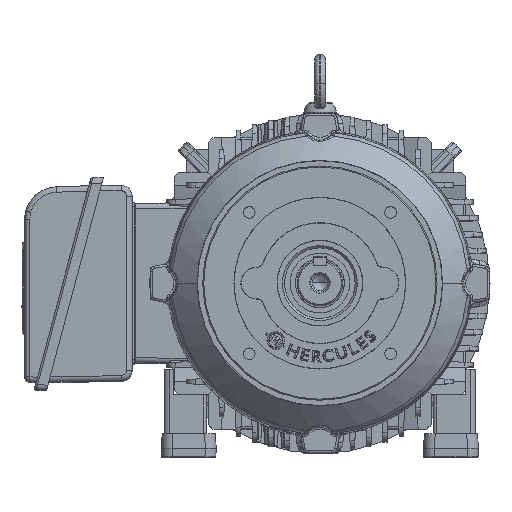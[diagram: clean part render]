
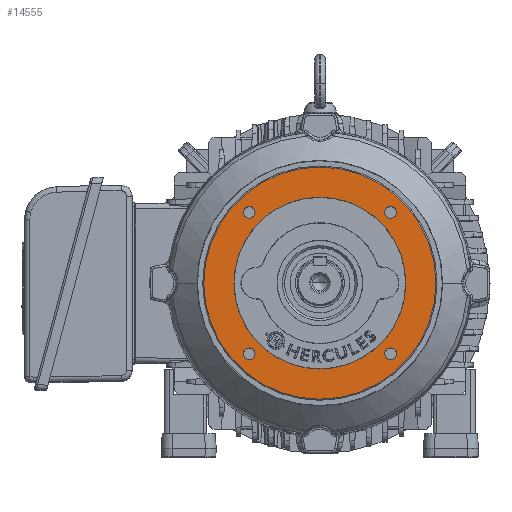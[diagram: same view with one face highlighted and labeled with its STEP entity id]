
A CAD part, top view. The second image highlights one B-rep face of the part: STEP entity #14555.
In plain terms, the highlighted face is planar.
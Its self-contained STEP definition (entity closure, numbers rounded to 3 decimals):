
#505 = AXIS2_PLACEMENT_3D ( 'NONE', #66180, #75328, #34730 ) ;
#3947 = VERTEX_POINT ( 'NONE', #82376 ) ;
#3958 = CARTESIAN_POINT ( 'NONE',  ( -11., 65.125, -59.766 ) ) ;
#4363 = FACE_OUTER_BOUND ( 'NONE', #25210, .T. ) ;
#5010 = CIRCLE ( 'NONE', #105395, 106.95 ) ;
#8423 = DIRECTION ( 'NONE',  ( 0., 0., 1. ) ) ;
#11149 = CARTESIAN_POINT ( 'NONE',  ( -11., 0., -79.172 ) ) ;
#12371 = DIRECTION ( 'NONE',  ( -1., 0., 0. ) ) ;
#12725 = DIRECTION ( 'NONE',  ( -1., 0., 0. ) ) ;
#12871 = CARTESIAN_POINT ( 'NONE',  ( -11., -65.125, -65.125 ) ) ;
#13016 = CARTESIAN_POINT ( 'NONE',  ( -11., 65.125, 65.125 ) ) ;
#14074 = AXIS2_PLACEMENT_3D ( 'NONE', #46993, #14952, #57482 ) ;
#14555 = ADVANCED_FACE ( 'NONE', ( #4363, #123526, #24633, #84229, #125463, #113709 ), #73744, .T. ) ;
#14887 = ORIENTED_EDGE ( 'NONE', *, *, #82915, .F. ) ;
#14952 = DIRECTION ( 'NONE',  ( -1., 0., 0. ) ) ;
#15417 = AXIS2_PLACEMENT_3D ( 'NONE', #125724, #84486, #113968 ) ;
#16302 = VERTEX_POINT ( 'NONE', #105432 ) ;
#17608 = DIRECTION ( 'NONE',  ( -1., 0., 0. ) ) ;
#19278 = CIRCLE ( 'NONE', #119683, 106.95 ) ;
#19285 = VERTEX_POINT ( 'NONE', #59357 ) ;
#21488 = EDGE_LOOP ( 'NONE', ( #14887, #28933 ) ) ;
#22021 = VERTEX_POINT ( 'NONE', #102433 ) ;
#22330 = CIRCLE ( 'NONE', #106023, 5.358 ) ;
#24633 = FACE_BOUND ( 'NONE', #120425, .T. ) ;
#25210 = EDGE_LOOP ( 'NONE', ( #81582, #32582 ) ) ;
#25535 = CIRCLE ( 'NONE', #505, 79.172 ) ;
#26297 = AXIS2_PLACEMENT_3D ( 'NONE', #93448, #33793, #54781 ) ;
#26411 = DIRECTION ( 'NONE',  ( -1., 0., 0. ) ) ;
#28933 = ORIENTED_EDGE ( 'NONE', *, *, #113205, .F. ) ;
#29498 = CARTESIAN_POINT ( 'NONE',  ( -11., 65.125, -65.125 ) ) ;
#29716 = VERTEX_POINT ( 'NONE', #3958 ) ;
#30489 = ORIENTED_EDGE ( 'NONE', *, *, #60151, .F. ) ;
#31315 = EDGE_CURVE ( 'NONE', #3947, #40690, #126968, .T. ) ;
#31567 = DIRECTION ( 'NONE',  ( 0., 0., 1. ) ) ;
#32582 = ORIENTED_EDGE ( 'NONE', *, *, #43280, .T. ) ;
#32618 = DIRECTION ( 'NONE',  ( 0., 0., 1. ) ) ;
#33793 = DIRECTION ( 'NONE',  ( -1., 0., 0. ) ) ;
#34730 = DIRECTION ( 'NONE',  ( 0., 0., -1. ) ) ;
#34941 = CIRCLE ( 'NONE', #39156, 5.358 ) ;
#37782 = CARTESIAN_POINT ( 'NONE',  ( -11., -65.125, 70.483 ) ) ;
#38470 = AXIS2_PLACEMENT_3D ( 'NONE', #13016, #12371, #32618 ) ;
#39156 = AXIS2_PLACEMENT_3D ( 'NONE', #12871, #43602, #82917 ) ;
#39427 = DIRECTION ( 'NONE',  ( -1., 0., 0. ) ) ;
#39488 = CARTESIAN_POINT ( 'NONE',  ( -11., 65.125, -70.483 ) ) ;
#40690 = VERTEX_POINT ( 'NONE', #114581 ) ;
#40782 = DIRECTION ( 'NONE',  ( 0., 0., 1. ) ) ;
#40893 = EDGE_CURVE ( 'NONE', #108340, #16302, #19278, .T. ) ;
#42972 = EDGE_CURVE ( 'NONE', #19285, #22021, #80236, .T. ) ;
#43280 = EDGE_CURVE ( 'NONE', #16302, #108340, #5010, .T. ) ;
#43602 = DIRECTION ( 'NONE',  ( -1., 0., 0. ) ) ;
#44763 = CARTESIAN_POINT ( 'NONE',  ( -11., 0., 0. ) ) ;
#46993 = CARTESIAN_POINT ( 'NONE',  ( -11., -65.125, -65.125 ) ) ;
#48963 = CIRCLE ( 'NONE', #38470, 5.358 ) ;
#53395 = VERTEX_POINT ( 'NONE', #37782 ) ;
#54590 = CARTESIAN_POINT ( 'NONE',  ( -11., -65.125, 59.766 ) ) ;
#54781 = DIRECTION ( 'NONE',  ( 0., 0., 1. ) ) ;
#56630 = ORIENTED_EDGE ( 'NONE', *, *, #61017, .F. ) ;
#57482 = DIRECTION ( 'NONE',  ( 0., 0., 1. ) ) ;
#59357 = CARTESIAN_POINT ( 'NONE',  ( -11., 65.125, 59.766 ) ) ;
#59816 = CARTESIAN_POINT ( 'NONE',  ( -11., 65.125, -65.125 ) ) ;
#60151 = EDGE_CURVE ( 'NONE', #70481, #29716, #22330, .T. ) ;
#60407 = CARTESIAN_POINT ( 'NONE',  ( -11., 0., 0. ) ) ;
#61017 = EDGE_CURVE ( 'NONE', #40690, #3947, #34941, .T. ) ;
#62092 = ORIENTED_EDGE ( 'NONE', *, *, #42972, .F. ) ;
#63600 = ORIENTED_EDGE ( 'NONE', *, *, #119977, .F. ) ;
#66180 = CARTESIAN_POINT ( 'NONE',  ( -11., 0., 0. ) ) ;
#68129 = ORIENTED_EDGE ( 'NONE', *, *, #83156, .F. ) ;
#68935 = DIRECTION ( 'NONE',  ( -1., 0., 0. ) ) ;
#70481 = VERTEX_POINT ( 'NONE', #39488 ) ;
#73134 = CIRCLE ( 'NONE', #89932, 5.358 ) ;
#73744 = PLANE ( 'NONE',  #26297 ) ;
#74274 = EDGE_LOOP ( 'NONE', ( #95251, #30489 ) ) ;
#75328 = DIRECTION ( 'NONE',  ( -1., 0., 0. ) ) ;
#76484 = CARTESIAN_POINT ( 'NONE',  ( -11., 0., 79.172 ) ) ;
#78728 = DIRECTION ( 'NONE',  ( 0., 0., 1. ) ) ;
#80134 = AXIS2_PLACEMENT_3D ( 'NONE', #44763, #26411, #124647 ) ;
#80236 = CIRCLE ( 'NONE', #96977, 5.358 ) ;
#80898 = VERTEX_POINT ( 'NONE', #54590 ) ;
#81582 = ORIENTED_EDGE ( 'NONE', *, *, #40893, .T. ) ;
#82376 = CARTESIAN_POINT ( 'NONE',  ( -11., -65.125, -70.483 ) ) ;
#82915 = EDGE_CURVE ( 'NONE', #53395, #80898, #99092, .T. ) ;
#82917 = DIRECTION ( 'NONE',  ( 0., 0., 1. ) ) ;
#83156 = EDGE_CURVE ( 'NONE', #22021, #19285, #48963, .T. ) ;
#84216 = CARTESIAN_POINT ( 'NONE',  ( -11., 0., -106.95 ) ) ;
#84229 = FACE_BOUND ( 'NONE', #21488, .T. ) ;
#84486 = DIRECTION ( 'NONE',  ( -1., 0., 0. ) ) ;
#89932 = AXIS2_PLACEMENT_3D ( 'NONE', #101695, #120024, #31567 ) ;
#90650 = EDGE_CURVE ( 'NONE', #112691, #109825, #25535, .T. ) ;
#93264 = CARTESIAN_POINT ( 'NONE',  ( -11., 65.125, 65.125 ) ) ;
#93448 = CARTESIAN_POINT ( 'NONE',  ( -11., 107.95, 0. ) ) ;
#95251 = ORIENTED_EDGE ( 'NONE', *, *, #121745, .F. ) ;
#96977 = AXIS2_PLACEMENT_3D ( 'NONE', #93264, #12725, #114176 ) ;
#98166 = CARTESIAN_POINT ( 'NONE',  ( -11., 0., 0. ) ) ;
#99092 = CIRCLE ( 'NONE', #15417, 5.358 ) ;
#101020 = CIRCLE ( 'NONE', #107234, 5.358 ) ;
#101695 = CARTESIAN_POINT ( 'NONE',  ( -11., -65.125, 65.125 ) ) ;
#102433 = CARTESIAN_POINT ( 'NONE',  ( -11., 65.125, 70.483 ) ) ;
#102447 = ORIENTED_EDGE ( 'NONE', *, *, #31315, .F. ) ;
#105395 = AXIS2_PLACEMENT_3D ( 'NONE', #60407, #39427, #78728 ) ;
#105432 = CARTESIAN_POINT ( 'NONE',  ( -11., 0., 106.95 ) ) ;
#106023 = AXIS2_PLACEMENT_3D ( 'NONE', #59816, #68935, #40782 ) ;
#106459 = EDGE_LOOP ( 'NONE', ( #63600, #113260 ) ) ;
#107234 = AXIS2_PLACEMENT_3D ( 'NONE', #29498, #117930, #110727 ) ;
#107923 = EDGE_LOOP ( 'NONE', ( #56630, #102447 ) ) ;
#108340 = VERTEX_POINT ( 'NONE', #84216 ) ;
#109825 = VERTEX_POINT ( 'NONE', #76484 ) ;
#110727 = DIRECTION ( 'NONE',  ( 0., 0., 1. ) ) ;
#112691 = VERTEX_POINT ( 'NONE', #11149 ) ;
#113205 = EDGE_CURVE ( 'NONE', #80898, #53395, #73134, .T. ) ;
#113260 = ORIENTED_EDGE ( 'NONE', *, *, #90650, .F. ) ;
#113505 = CIRCLE ( 'NONE', #80134, 79.172 ) ;
#113709 = FACE_BOUND ( 'NONE', #106459, .T. ) ;
#113968 = DIRECTION ( 'NONE',  ( 0., 0., 1. ) ) ;
#114176 = DIRECTION ( 'NONE',  ( 0., 0., 1. ) ) ;
#114581 = CARTESIAN_POINT ( 'NONE',  ( -11., -65.125, -59.766 ) ) ;
#117930 = DIRECTION ( 'NONE',  ( -1., 0., 0. ) ) ;
#119683 = AXIS2_PLACEMENT_3D ( 'NONE', #98166, #17608, #8423 ) ;
#119977 = EDGE_CURVE ( 'NONE', #109825, #112691, #113505, .T. ) ;
#120024 = DIRECTION ( 'NONE',  ( -1., 0., 0. ) ) ;
#120425 = EDGE_LOOP ( 'NONE', ( #68129, #62092 ) ) ;
#121745 = EDGE_CURVE ( 'NONE', #29716, #70481, #101020, .T. ) ;
#123526 = FACE_BOUND ( 'NONE', #74274, .T. ) ;
#124647 = DIRECTION ( 'NONE',  ( 0., 0., -1. ) ) ;
#125463 = FACE_BOUND ( 'NONE', #107923, .T. ) ;
#125724 = CARTESIAN_POINT ( 'NONE',  ( -11., -65.125, 65.125 ) ) ;
#126968 = CIRCLE ( 'NONE', #14074, 5.358 ) ;
